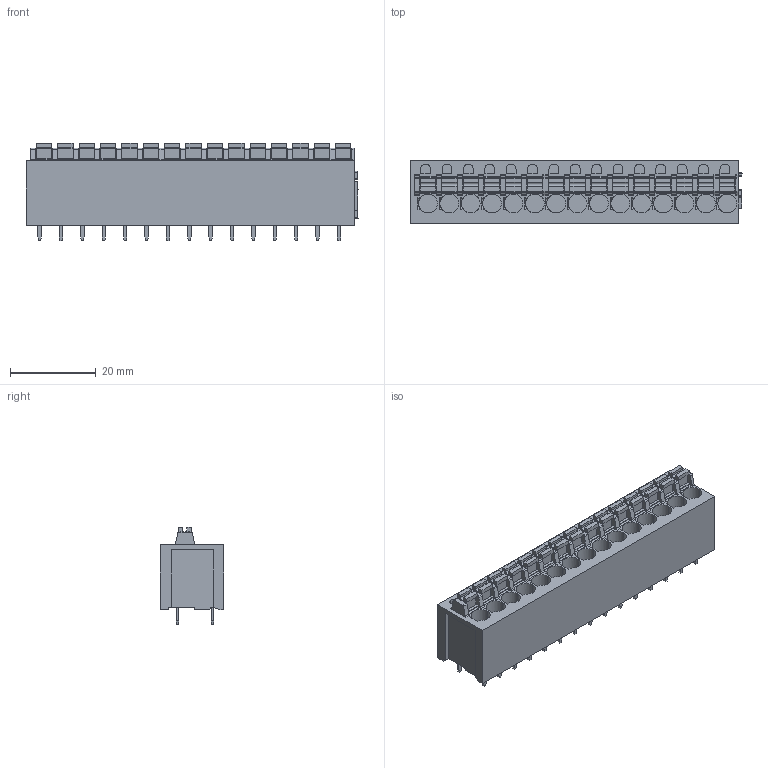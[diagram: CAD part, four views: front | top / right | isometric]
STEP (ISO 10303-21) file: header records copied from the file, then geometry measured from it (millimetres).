
FILE_DESCRIPTION(('CATIA V5 STEP Exchange','CAx-IF Rec.Pracs.--- Model Styling and Organization---1.4--- 2014-01-23'),'2;1');
FILE_NAME ('D1491542_0_1425170000_1425170000.stp','2021-06-28T11:22:38+00:00',('none'),('Weidmueller'),'CATIA Version 5-6 Release 2016 SP3 HF44','CATIA V5 STEP AP214','none');
FILE_SCHEMA(('AUTOMOTIVE_DESIGN { 1 0 10303 214 1 1 1 1 }'));
Length unit declared in the file: millimetre
Products named in the file (1): 1425170000
Bounding box: 77.65 x 14.8 x 22.7 mm (x, y, z)
Volume: 16014.9 mm3; surface area: 9487 mm2
Topology: 46 solids, 46 shells, 1035 faces, 2730 edges, 1820 vertices
Faces by surface type: plane 791, cylinder 244
Entity records: 30558 total; most frequent: ORIENTED_EDGE 5460, CARTESIAN_POINT 5411, DIRECTION 4005, EDGE_CURVE 2730, VECTOR 2212, LINE 2212, VERTEX_POINT 1820, AXIS2_PLACEMENT_3D 1139
